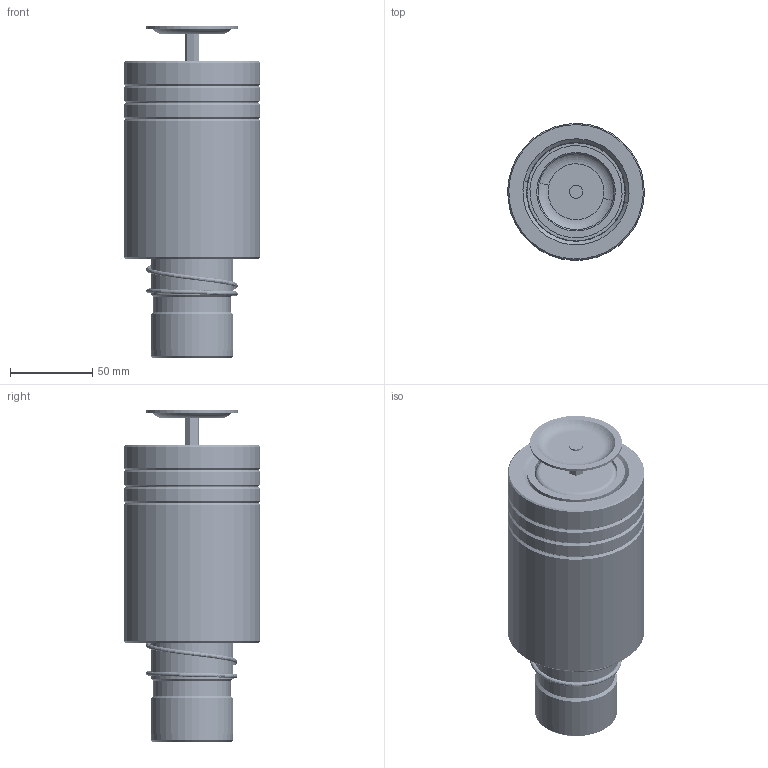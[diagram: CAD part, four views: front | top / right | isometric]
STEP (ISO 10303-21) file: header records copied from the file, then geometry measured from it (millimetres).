
FILE_DESCRIPTION (( 'STEP AP214' ), '1' );
FILE_NAME ('EMJ EMS-D50-L180(BL-120).STEP', '2021-09-23T06:26:24', ( '' ), ( '' ), 'SwSTEP 2.0', 'SolidWorks 2016', '' );
FILE_SCHEMA (( 'AUTOMOTIVE_DESIGN' ));
Length unit declared in the file: millimetre
Products named in the file (281): BALL-D5; EMJ EMS-D50-L180(BL-120); GTM-M16蹟簽 -; HWP-D55.7-50.5-L70; TBB-D83-d60-L120; BJ-D59.5-50.5-L110; MGM-D50-L180; GTM-56; GTM-56郪蚾; GTM-3-縐种; BJ BS-59.5-50.5-L110郪蚾
Assembly tree (274 placements, depth 3):
  BALL-D5
  EMJ EMS-D50-L180(BL-120)
    MGM-D50-L180
    GTM-56郪蚾
      GTM-56
      GTM-M16蹟簽 -
      GTM-3-縐种
    BJ BS-59.5-50.5-L110郪蚾
      BJ-D59.5-50.5-L110
      BALL-D5  x260
    TBB-D83-d60-L120
    HWP-D55.7-50.5-L70
  BALL-D5
  BALL-D5
  BALL-D5
Bounding box: 82.95 x 82.95 x 201.52 mm (x, y, z)
Volume: 743689.1 mm3; surface area: 186338.6 mm2
Topology: 267 solids, 267 shells, 1212 faces, 5105 edges, 3394 vertices
Faces by surface type: sphere 1040, cylinder 54, plane 41, cone 34, torus 22, bspline 21
Entity records: 53251 total; most frequent: CARTESIAN_POINT 30457, ORIENTED_EDGE 3948, DIRECTION 3433, EDGE_CURVE 1974, AXIS2_PLACEMENT_3D 1640, VERTEX_POINT 1294, EDGE_LOOP 1220, B_SPLINE_CURVE_WITH_KNOTS 1116
